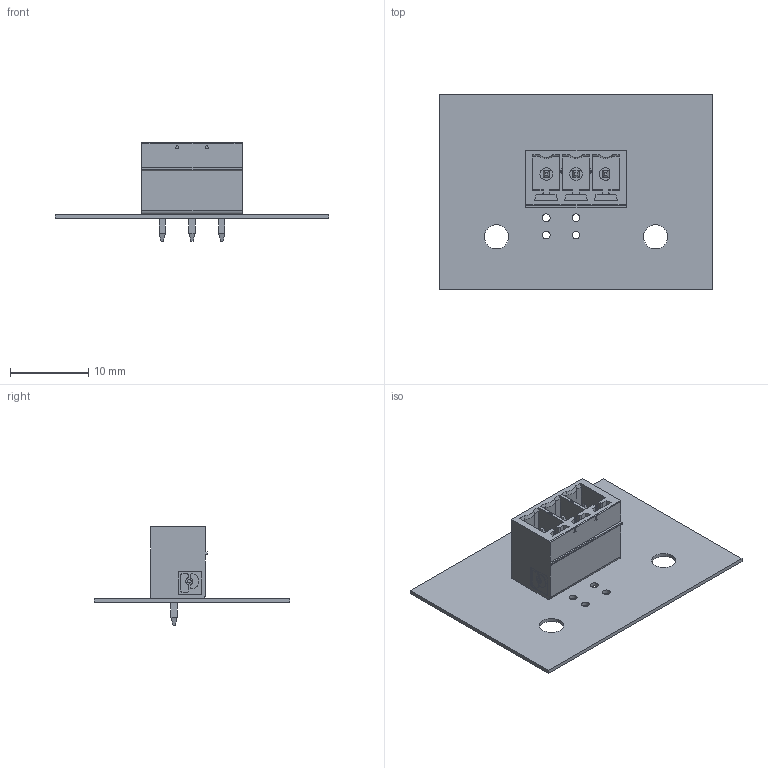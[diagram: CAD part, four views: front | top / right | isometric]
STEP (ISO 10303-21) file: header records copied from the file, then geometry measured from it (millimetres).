
FILE_DESCRIPTION(('Open CASCADE Model'),'2;1');
FILE_NAME('Open CASCADE Shape Model','2021-11-10T08:42:31',('Author'),( 'Open CASCADE'),'Open CASCADE STEP processor 6.8','Open CASCADE 6.8' ,'Unknown');
FILE_SCHEMA(('AUTOMOTIVE_DESIGN { 1 0 10303 214 1 1 1 1 }'));
Length unit declared in the file: millimetre
Products named in the file (5): PCB; Board; Open CASCADE STEP translator 6.8 10.1.1; CON1; PHOENIX_1803439
Assembly tree (4 placements, depth 3):
  PCB
    Board
      Open CASCADE STEP translator 6.8 10.1.1
    CON1
      PHOENIX_1803439
Bounding box: 35 x 25 x 12.6 mm (x, y, z)
Volume: 913.8 mm3; surface area: 2912.8 mm2
Topology: 14 solids, 14 shells, 258 faces, 622 edges, 402 vertices
Faces by surface type: plane 199, cylinder 53, sphere 3, cone 3
Full cylindrical faces by diameter (mm): 1 x4, 1.2 x3, 3.1 x2
Entity records: 7651 total; most frequent: CARTESIAN_POINT 1353, DIRECTION 1253, ORIENTED_EDGE 1232, EDGE_CURVE 616, LINE 493, VECTOR 493, VERTEX_POINT 402, AXIS2_PLACEMENT_3D 380
